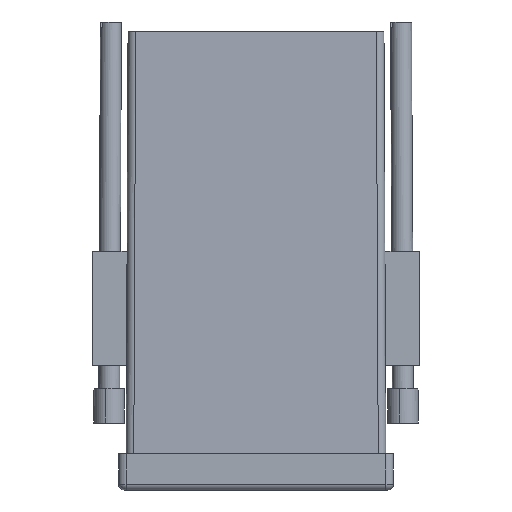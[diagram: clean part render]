
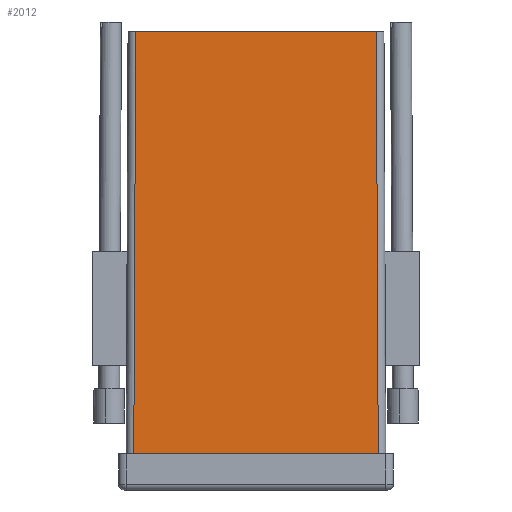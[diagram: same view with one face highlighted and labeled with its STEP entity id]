
A CAD part, front view. The second image highlights one B-rep face of the part: STEP entity #2012.
In plain terms, the highlighted planar face has unit normal (0, -1, 0.004).
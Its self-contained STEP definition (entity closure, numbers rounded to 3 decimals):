
#149 = LINE ( 'NONE', #1336, #365 ) ;
#233 = VERTEX_POINT ( 'NONE', #971 ) ;
#244 = DIRECTION ( 'NONE',  ( 0., -1., 0.005 ) ) ;
#365 = VECTOR ( 'NONE', #3251, 1000. ) ;
#399 = DIRECTION ( 'NONE',  ( -0.005, -0.005, -1. ) ) ;
#506 = AXIS2_PLACEMENT_3D ( 'NONE', #2144, #244, #3249 ) ;
#607 = CARTESIAN_POINT ( 'NONE',  ( -33.5, -33.5, 0. ) ) ;
#641 = ORIENTED_EDGE ( 'NONE', *, *, #964, .F. ) ;
#779 = VERTEX_POINT ( 'NONE', #2465 ) ;
#869 = FACE_OUTER_BOUND ( 'NONE', #3403, .T. ) ;
#964 = EDGE_CURVE ( 'NONE', #233, #2800, #1319, .T. ) ;
#971 = CARTESIAN_POINT ( 'NONE',  ( -31.5, -33.5, 0. ) ) ;
#1016 = VECTOR ( 'NONE', #399, 1000. ) ;
#1079 = ORIENTED_EDGE ( 'NONE', *, *, #1455, .T. ) ;
#1083 = EDGE_CURVE ( 'NONE', #233, #2934, #2918, .T. ) ;
#1179 = DIRECTION ( 'NONE',  ( 1., 0., 0. ) ) ;
#1195 = CARTESIAN_POINT ( 'NONE',  ( -31.5, -33.5, -0.009 ) ) ;
#1319 = LINE ( 'NONE', #607, #2960 ) ;
#1336 = CARTESIAN_POINT ( 'NONE',  ( 31.499, -33.499, 0.294 ) ) ;
#1350 = CARTESIAN_POINT ( 'NONE',  ( -33.5, -34., -110.5 ) ) ;
#1366 = PLANE ( 'NONE',  #506 ) ;
#1455 = EDGE_CURVE ( 'NONE', #2934, #779, #1485, .T. ) ;
#1458 = CARTESIAN_POINT ( 'NONE',  ( 31.5, -33.5, 0. ) ) ;
#1485 = LINE ( 'NONE', #1350, #1821 ) ;
#1821 = VECTOR ( 'NONE', #3574, 1000. ) ;
#1846 = CARTESIAN_POINT ( 'NONE',  ( -32., -34., -110.5 ) ) ;
#2012 = ADVANCED_FACE ( 'NONE', ( #869 ), #1366, .T. ) ;
#2144 = CARTESIAN_POINT ( 'NONE',  ( -33.5, -33.5, 0. ) ) ;
#2465 = CARTESIAN_POINT ( 'NONE',  ( 32., -34., -110.5 ) ) ;
#2800 = VERTEX_POINT ( 'NONE', #1458 ) ;
#2908 = ORIENTED_EDGE ( 'NONE', *, *, #1083, .T. ) ;
#2918 = LINE ( 'NONE', #1195, #1016 ) ;
#2934 = VERTEX_POINT ( 'NONE', #1846 ) ;
#2960 = VECTOR ( 'NONE', #1179, 1000. ) ;
#3227 = ORIENTED_EDGE ( 'NONE', *, *, #3518, .T. ) ;
#3249 = DIRECTION ( 'NONE',  ( 0., -0.005, -1. ) ) ;
#3251 = DIRECTION ( 'NONE',  ( -0.005, 0.005, 1. ) ) ;
#3403 = EDGE_LOOP ( 'NONE', ( #1079, #3227, #641, #2908 ) ) ;
#3518 = EDGE_CURVE ( 'NONE', #779, #2800, #149, .T. ) ;
#3574 = DIRECTION ( 'NONE',  ( 1., 0., 0. ) ) ;
